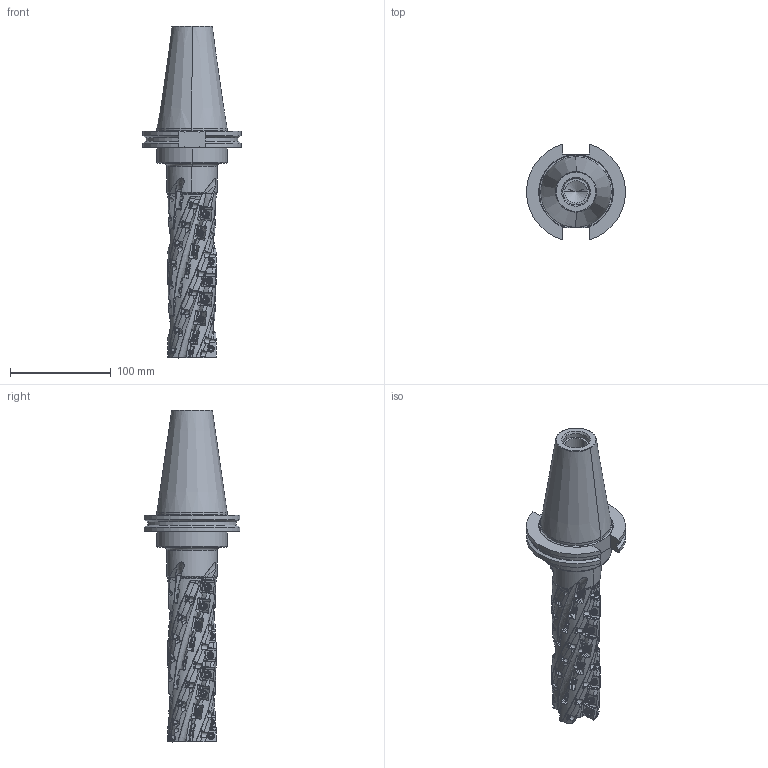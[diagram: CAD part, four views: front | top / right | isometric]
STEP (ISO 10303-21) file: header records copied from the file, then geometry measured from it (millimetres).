
FILE_DESCRIPTION(/* description */ (''),/* implementation_level */ '2;1');
FILE_NAME(/* name */ 'SPX4R3234CAT50NM.stp',/* time_stamp */ '2017-10-05T13:03:46+09:00',/* author */ (''),/* organization */ (''),/* preprocessor_version */ 'ST-DEVELOPER v16',/* originating_system */ 'SIEMENS PLM Software NX 10.0',/* authorisation */ '');
FILE_SCHEMA (('AUTOMOTIVE_DESIGN { 1 0 10303 214 3 1 1 1 }'));
Products named in the file (1): SPX4R3234CAT50NM_ASM
Bounding box: 98.05 x 94.95 x 329.73 mm (x, y, z)
Volume: 645330.4 mm3; surface area: 97853.4 mm2
Topology: 35 solids, 35 shells, 2895 faces, 8678 edges, 5724 vertices
Faces by surface type: cylinder 1377, plane 602, torus 341, cone 304, bspline 132, sphere 132, extrusion 7
Entity records: 137820 total; most frequent: CARTESIAN_POINT 62217, ORIENTED_EDGE 17088, DIRECTION 14602, EDGE_CURVE 8544, AXIS2_PLACEMENT_3D 6147, VERTEX_POINT 5724, CIRCLE 3101, B_SPLINE_CURVE_WITH_KNOTS 3003
